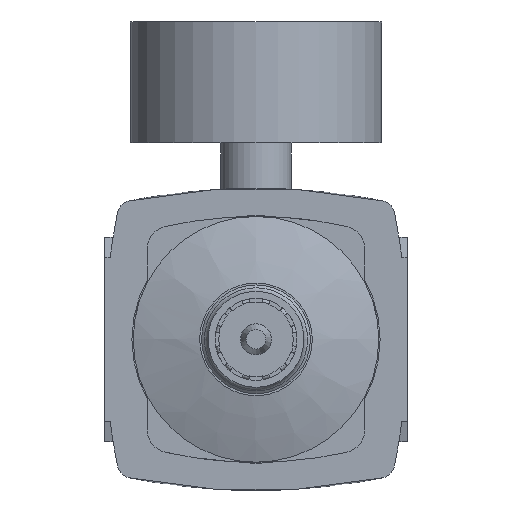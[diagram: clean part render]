
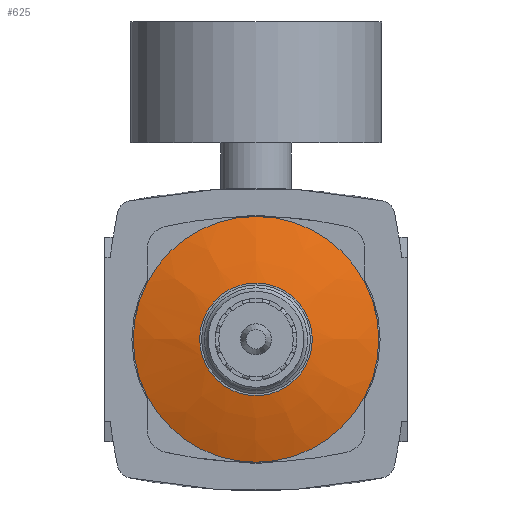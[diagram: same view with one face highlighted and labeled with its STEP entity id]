
A CAD part, front view. The second image highlights one B-rep face of the part: STEP entity #625.
In plain terms, the highlighted free-form (B-spline) face has degree [3, 3] with [4, 7] control points.
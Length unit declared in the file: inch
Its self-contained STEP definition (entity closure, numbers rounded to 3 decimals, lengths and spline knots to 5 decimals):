
#625 = ADVANCED_FACE( '', ( #1544, #1545 ), #1546, .T. );
#1544 = FACE_OUTER_BOUND( '', #2887, .T. );
#1545 = FACE_OUTER_BOUND( '', #2888, .T. );
#1546 = ( BOUNDED_SURFACE(  )B_SPLINE_SURFACE( 3, 3, ( ( #2891, #2892, #2893, #2894, #2895, #2896, #2897 ), ( #2898, #2899, #2900, #2901, #2902, #2903, #2904 ), ( #2905, #2906, #2907, #2908, #2909, #2910, #2911 ), ( #2912, #2913, #2914, #2915, #2916, #2917, #2918 ) ), .UNSPECIFIED., .F., .T., .F. )B_SPLINE_SURFACE_WITH_KNOTS( ( 4, 4 ), ( 4, 3, 4 ), ( 0., 6.28319 ), ( 1.21911, 1.2899, 1.36068 ), .UNSPECIFIED. )GEOMETRIC_REPRESENTATION_ITEM(  )RATIONAL_B_SPLINE_SURFACE( ( ( 1., 0.333, 0.333, 1., 0.333, 0.333, 1. ), ( 0.998, 0.333, 0.333, 0.998, 0.333, 0.333, 0.998 ), ( 0.998, 0.333, 0.333, 0.998, 0.333, 0.333, 0.998 ), ( 1., 0.333, 0.333, 1., 0.333, 0.333, 1. ) ) )REPRESENTATION_ITEM( '' )SURFACE(  ) );
#2887 = EDGE_LOOP( '', ( #4690, #4691, #4692, #4693, #4694, #4695 ) );
#2888 = EDGE_LOOP( '', ( #4696 ) );
#2891 = CARTESIAN_POINT( '', ( 0.44016, -4.471, 0. ) );
#2892 = CARTESIAN_POINT( '', ( 0.44016, -4.471, 0.88031 ) );
#2893 = CARTESIAN_POINT( '', ( -0.44016, -4.471, 0.88031 ) );
#2894 = CARTESIAN_POINT( '', ( -0.44016, -4.471, 0. ) );
#2895 = CARTESIAN_POINT( '', ( -0.44016, -4.471, -0.88031 ) );
#2896 = CARTESIAN_POINT( '', ( 0.44016, -4.471, -0.88031 ) );
#2897 = CARTESIAN_POINT( '', ( 0.44016, -4.471, 0. ) );
#2898 = CARTESIAN_POINT( '', ( 0.61685, -4.43332, 0. ) );
#2899 = CARTESIAN_POINT( '', ( 0.61685, -4.43332, 1.2337 ) );
#2900 = CARTESIAN_POINT( '', ( -0.61685, -4.43332, 1.2337 ) );
#2901 = CARTESIAN_POINT( '', ( -0.61685, -4.43332, 0. ) );
#2902 = CARTESIAN_POINT( '', ( -0.61685, -4.43332, -1.2337 ) );
#2903 = CARTESIAN_POINT( '', ( 0.61685, -4.43332, -1.2337 ) );
#2904 = CARTESIAN_POINT( '', ( 0.61685, -4.43332, 0. ) );
#2905 = CARTESIAN_POINT( '', ( 0.79043, -4.38324, 0. ) );
#2906 = CARTESIAN_POINT( '', ( 0.79043, -4.38324, 1.58087 ) );
#2907 = CARTESIAN_POINT( '', ( -0.79043, -4.38324, 1.58087 ) );
#2908 = CARTESIAN_POINT( '', ( -0.79043, -4.38324, 0. ) );
#2909 = CARTESIAN_POINT( '', ( -0.79043, -4.38324, -1.58087 ) );
#2910 = CARTESIAN_POINT( '', ( 0.79043, -4.38324, -1.58087 ) );
#2911 = CARTESIAN_POINT( '', ( 0.79043, -4.38324, 0. ) );
#2912 = CARTESIAN_POINT( '', ( 0.96004, -4.321, 0. ) );
#2913 = CARTESIAN_POINT( '', ( 0.96004, -4.321, 1.92008 ) );
#2914 = CARTESIAN_POINT( '', ( -0.96004, -4.321, 1.92008 ) );
#2915 = CARTESIAN_POINT( '', ( -0.96004, -4.321, 0. ) );
#2916 = CARTESIAN_POINT( '', ( -0.96004, -4.321, -1.92008 ) );
#2917 = CARTESIAN_POINT( '', ( 0.96004, -4.321, -1.92008 ) );
#2918 = CARTESIAN_POINT( '', ( 0.96004, -4.321, 0. ) );
#4690 = ORIENTED_EDGE( '', *, *, #7912, .T. );
#4691 = ORIENTED_EDGE( '', *, *, #7913, .T. );
#4692 = ORIENTED_EDGE( '', *, *, #7914, .T. );
#4693 = ORIENTED_EDGE( '', *, *, #7915, .T. );
#4694 = ORIENTED_EDGE( '', *, *, #7916, .T. );
#4695 = ORIENTED_EDGE( '', *, *, #7917, .T. );
#4696 = ORIENTED_EDGE( '', *, *, #7918, .F. );
#7912 = EDGE_CURVE( '', #9247, #9436, #9437, .T. );
#7913 = EDGE_CURVE( '', #9436, #9208, #9438, .T. );
#7914 = EDGE_CURVE( '', #9208, #9439, #9440, .T. );
#7915 = EDGE_CURVE( '', #9439, #9441, #9442, .T. );
#7916 = EDGE_CURVE( '', #9441, #9443, #9444, .T. );
#7917 = EDGE_CURVE( '', #9443, #9247, #9445, .T. );
#7918 = EDGE_CURVE( '', #9446, #9446, #9447, .T. );
#9208 = VERTEX_POINT( '', #11258 );
#9247 = VERTEX_POINT( '', #11310 );
#9436 = VERTEX_POINT( '', #11605 );
#9437 = CIRCLE( '', #11606, 0.96004 );
#9438 = CIRCLE( '', #11607, 0.96004 );
#9439 = VERTEX_POINT( '', #11608 );
#9440 = CIRCLE( '', #11609, 0.96004 );
#9441 = VERTEX_POINT( '', #11610 );
#9442 = CIRCLE( '', #11611, 0.96004 );
#9443 = VERTEX_POINT( '', #11612 );
#9444 = CIRCLE( '', #11613, 0.96004 );
#9445 = CIRCLE( '', #11614, 0.96004 );
#9446 = VERTEX_POINT( '', #11615 );
#9447 = CIRCLE( '', #11616, 0.44016 );
#11258 = CARTESIAN_POINT( '', ( 0.85, -4.321, 0.44629 ) );
#11310 = CARTESIAN_POINT( '', ( 0., -4.321, -0.96004 ) );
#11605 = CARTESIAN_POINT( '', ( 0.85, -4.321, -0.44629 ) );
#11606 = AXIS2_PLACEMENT_3D( '', #14182, #14183, #14184 );
#11607 = AXIS2_PLACEMENT_3D( '', #14185, #14186, #14187 );
#11608 = CARTESIAN_POINT( '', ( 0., -4.321, 0.96004 ) );
#11609 = AXIS2_PLACEMENT_3D( '', #14188, #14189, #14190 );
#11610 = CARTESIAN_POINT( '', ( -0.85, -4.321, 0.44629 ) );
#11611 = AXIS2_PLACEMENT_3D( '', #14191, #14192, #14193 );
#11612 = CARTESIAN_POINT( '', ( -0.85, -4.321, -0.44629 ) );
#11613 = AXIS2_PLACEMENT_3D( '', #14194, #14195, #14196 );
#11614 = AXIS2_PLACEMENT_3D( '', #14197, #14198, #14199 );
#11615 = CARTESIAN_POINT( '', ( 0.44016, -4.471, 0. ) );
#11616 = AXIS2_PLACEMENT_3D( '', #14200, #14201, #14202 );
#14182 = CARTESIAN_POINT( '', ( 0., -4.321, 0. ) );
#14183 = DIRECTION( '', ( 0., -1., 0. ) );
#14184 = DIRECTION( '', ( 1., 0., 0. ) );
#14185 = CARTESIAN_POINT( '', ( 0., -4.321, 0. ) );
#14186 = DIRECTION( '', ( 0., -1., 0. ) );
#14187 = DIRECTION( '', ( 1., 0., 0. ) );
#14188 = CARTESIAN_POINT( '', ( 0., -4.321, 0. ) );
#14189 = DIRECTION( '', ( 0., -1., 0. ) );
#14190 = DIRECTION( '', ( 1., 0., 0. ) );
#14191 = CARTESIAN_POINT( '', ( 0., -4.321, 0. ) );
#14192 = DIRECTION( '', ( 0., -1., 0. ) );
#14193 = DIRECTION( '', ( 1., 0., 0. ) );
#14194 = CARTESIAN_POINT( '', ( 0., -4.321, 0. ) );
#14195 = DIRECTION( '', ( 0., -1., 0. ) );
#14196 = DIRECTION( '', ( 1., 0., 0. ) );
#14197 = CARTESIAN_POINT( '', ( 0., -4.321, 0. ) );
#14198 = DIRECTION( '', ( 0., -1., 0. ) );
#14199 = DIRECTION( '', ( 1., 0., 0. ) );
#14200 = CARTESIAN_POINT( '', ( 0., -4.471, 0. ) );
#14201 = DIRECTION( '', ( 0., -1., 0. ) );
#14202 = DIRECTION( '', ( 1., 0., 0. ) );
